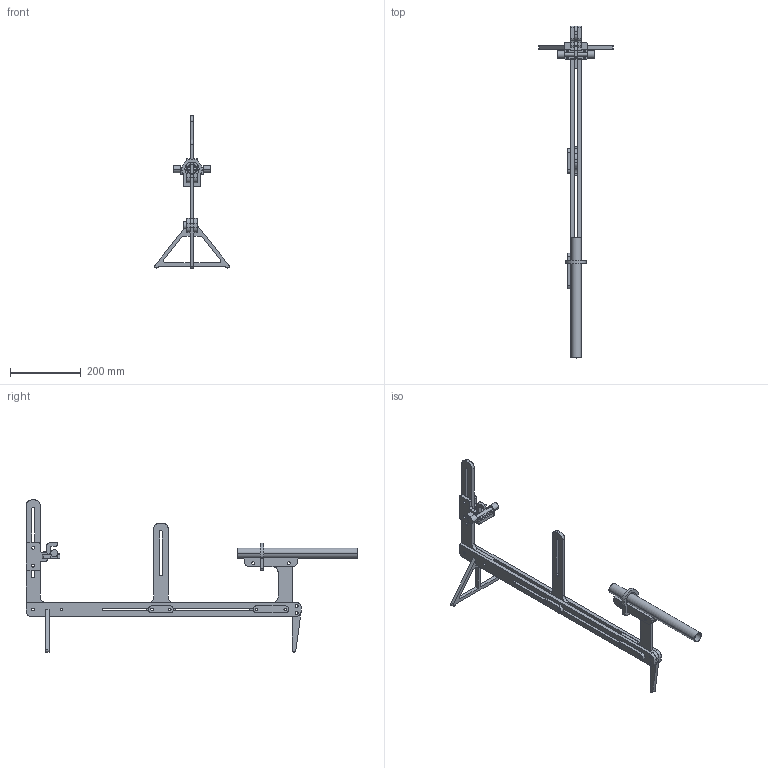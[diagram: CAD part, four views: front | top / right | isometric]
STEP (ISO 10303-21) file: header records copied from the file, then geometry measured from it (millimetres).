
FILE_DESCRIPTION(/* description */ (''),/* implementation_level */ '2;1');
FILE_NAME(/* name */ 'ForkFixture',/* time_stamp */ '2020-10-19T22:04:19+03:00',/* author */ (''),/* organization */ (''),/* preprocessor_version */ 'ST-DEVELOPER v16.5',/* originating_system */ '',/* authorisation */ '');
FILE_SCHEMA (('AUTOMOTIVE_DESIGN'));
Length unit declared in the file: millimetre
Products named in the file (1): Document
Bounding box: 210 x 935 x 428.39 mm (x, y, z)
Volume: 1269463.3 mm3; surface area: 436003 mm2
Topology: 20 solids, 20 shells, 359 faces, 951 edges, 634 vertices
Faces by surface type: bspline 317, plane 42
Entity records: 11180 total; most frequent: CARTESIAN_POINT 6212, ORIENTED_EDGE 1902, EDGE_CURVE 951, VERTEX_POINT 634, EDGE_LOOP 457, ADVANCED_FACE 359, FACE_OUTER_BOUND 359, FACE_BOUND 98
